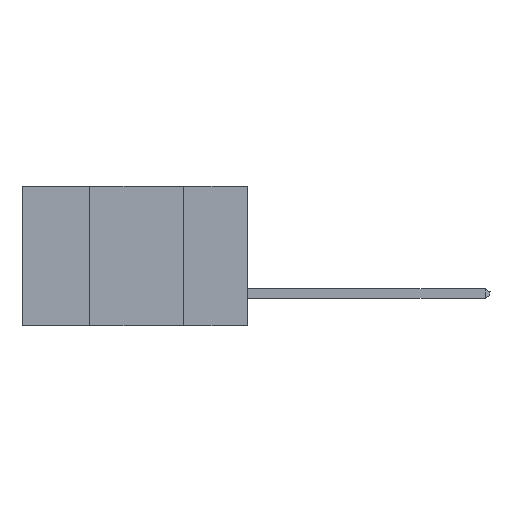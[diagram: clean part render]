
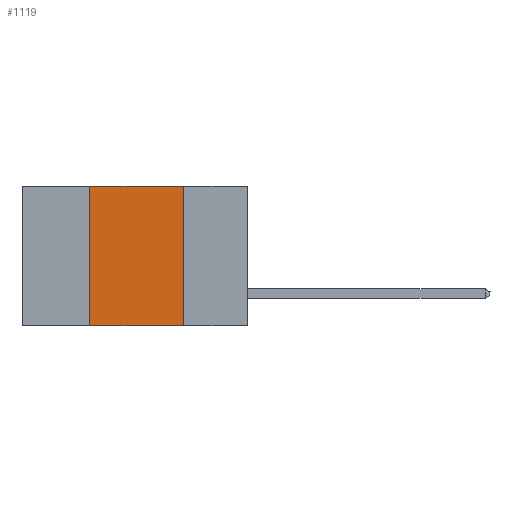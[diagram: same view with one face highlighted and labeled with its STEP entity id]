
A CAD part, left-side view. The second image highlights one B-rep face of the part: STEP entity #1119.
In plain terms, the highlighted planar face has unit normal (-1, 0, 0).
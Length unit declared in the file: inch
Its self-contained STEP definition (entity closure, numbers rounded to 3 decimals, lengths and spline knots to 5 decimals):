
#635 = CARTESIAN_POINT ( 'NONE',  ( 0., 0.6, 0. ) ) ;
#1119 = ADVANCED_FACE ( 'NONE', ( #4092 ), #8343, .F. ) ;
#1183 = VERTEX_POINT ( 'NONE', #7544 ) ;
#1480 = EDGE_CURVE ( 'NONE', #2988, #9020, #8631, .T. ) ;
#1531 = DIRECTION ( 'NONE',  ( 0., 0., 1. ) ) ;
#1658 = VECTOR ( 'NONE', #1531, 39.37008 ) ;
#1953 = DIRECTION ( 'NONE',  ( 0., 0., -1. ) ) ;
#2240 = VECTOR ( 'NONE', #3711, 39.37008 ) ;
#2245 = EDGE_CURVE ( 'NONE', #4412, #2988, #8497, .T. ) ;
#2876 = ORIENTED_EDGE ( 'NONE', *, *, #6438, .T. ) ;
#2988 = VERTEX_POINT ( 'NONE', #3495 ) ;
#3146 = DIRECTION ( 'NONE',  ( 0., 0., -1. ) ) ;
#3495 = CARTESIAN_POINT ( 'NONE',  ( 0., 0.42, 0. ) ) ;
#3577 = ORIENTED_EDGE ( 'NONE', *, *, #2245, .F. ) ;
#3711 = DIRECTION ( 'NONE',  ( 0., -1., 0. ) ) ;
#4092 = FACE_OUTER_BOUND ( 'NONE', #6365, .T. ) ;
#4412 = VERTEX_POINT ( 'NONE', #5539 ) ;
#4636 = ORIENTED_EDGE ( 'NONE', *, *, #9823, .F. ) ;
#5539 = CARTESIAN_POINT ( 'NONE',  ( 0., 0.42, -0.37 ) ) ;
#5737 = LINE ( 'NONE', #8077, #2240 ) ;
#5884 = DIRECTION ( 'NONE',  ( 0., -1., 0. ) ) ;
#6365 = EDGE_LOOP ( 'NONE', ( #4636, #9490, #3577, #2876 ) ) ;
#6438 = EDGE_CURVE ( 'NONE', #4412, #1183, #5737, .T. ) ;
#6559 = CARTESIAN_POINT ( 'NONE',  ( 0., 0.17, 0. ) ) ;
#7430 = DIRECTION ( 'NONE',  ( 1., 0., 0. ) ) ;
#7544 = CARTESIAN_POINT ( 'NONE',  ( 0., 0.17, -0.37 ) ) ;
#7716 = CARTESIAN_POINT ( 'NONE',  ( 0., 0.42, -0.37 ) ) ;
#8077 = CARTESIAN_POINT ( 'NONE',  ( 0., 0.6, -0.37 ) ) ;
#8343 = PLANE ( 'NONE',  #10724 ) ;
#8353 = LINE ( 'NONE', #9856, #9309 ) ;
#8497 = LINE ( 'NONE', #7716, #1658 ) ;
#8631 = LINE ( 'NONE', #635, #10184 ) ;
#9020 = VERTEX_POINT ( 'NONE', #6559 ) ;
#9309 = VECTOR ( 'NONE', #1953, 39.37008 ) ;
#9490 = ORIENTED_EDGE ( 'NONE', *, *, #1480, .F. ) ;
#9823 = EDGE_CURVE ( 'NONE', #9020, #1183, #8353, .T. ) ;
#9856 = CARTESIAN_POINT ( 'NONE',  ( 0., 0.17, -0.37 ) ) ;
#10115 = CARTESIAN_POINT ( 'NONE',  ( 0., 0.6, 0. ) ) ;
#10184 = VECTOR ( 'NONE', #5884, 39.37008 ) ;
#10724 = AXIS2_PLACEMENT_3D ( 'NONE', #10115, #7430, #3146 ) ;
